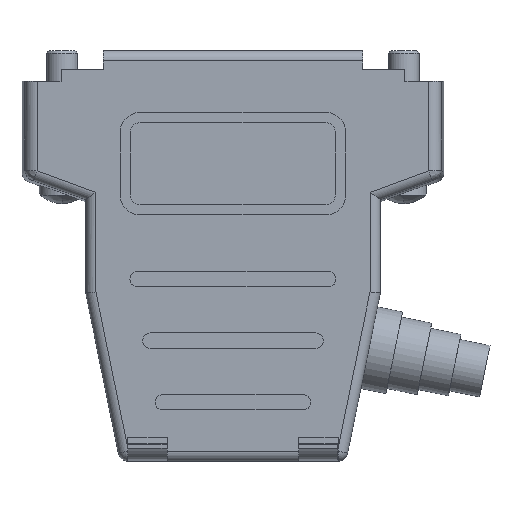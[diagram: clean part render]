
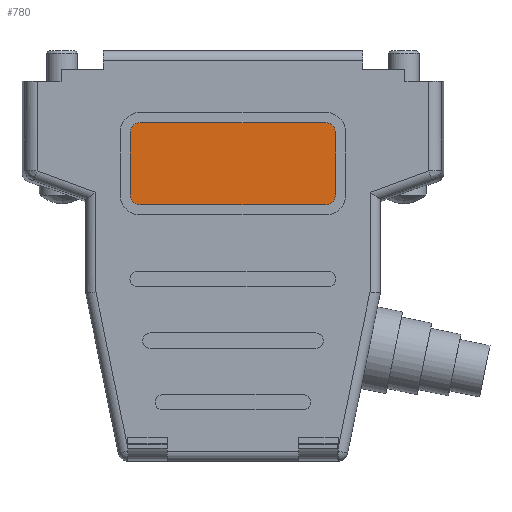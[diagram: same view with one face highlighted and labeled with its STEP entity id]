
A CAD part, front view. The second image highlights one B-rep face of the part: STEP entity #780.
In plain terms, the highlighted planar face has unit normal (0, -1, 0).
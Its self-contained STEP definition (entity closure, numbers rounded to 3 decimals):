
#127 = CARTESIAN_POINT ( 'NONE',  ( -10., 0.2, -8. ) ) ;
#780 = ADVANCED_FACE ( 'NONE', ( #22871 ), #2185, .T. ) ;
#1230 = DIRECTION ( 'NONE',  ( 0., -1., 0. ) ) ;
#1475 = DIRECTION ( 'NONE',  ( 0., -1., 0. ) ) ;
#1526 = EDGE_LOOP ( 'NONE', ( #12963, #8924, #6278, #21289, #8706, #16196, #6326, #21092 ) ) ;
#2185 = PLANE ( 'NONE',  #9454 ) ;
#2358 = DIRECTION ( 'NONE',  ( 0., 0., -1. ) ) ;
#2913 = EDGE_CURVE ( 'NONE', #15342, #3624, #19704, .T. ) ;
#3373 = CARTESIAN_POINT ( 'NONE',  ( 9., 0.2, -7. ) ) ;
#3624 = VERTEX_POINT ( 'NONE', #11540 ) ;
#3640 = CARTESIAN_POINT ( 'NONE',  ( -9., 0.2, -14. ) ) ;
#3714 = CIRCLE ( 'NONE', #19443, 1. ) ;
#4469 = LINE ( 'NONE', #13877, #30426 ) ;
#5141 = CARTESIAN_POINT ( 'NONE',  ( -9., 0.2, -15. ) ) ;
#5838 = LINE ( 'NONE', #3373, #20862 ) ;
#6278 = ORIENTED_EDGE ( 'NONE', *, *, #2913, .T. ) ;
#6326 = ORIENTED_EDGE ( 'NONE', *, *, #16478, .T. ) ;
#7129 = CARTESIAN_POINT ( 'NONE',  ( 9., 0.2, -8. ) ) ;
#7140 = AXIS2_PLACEMENT_3D ( 'NONE', #24449, #12752, #24595 ) ;
#7716 = DIRECTION ( 'NONE',  ( 0., 0., -1. ) ) ;
#8706 = ORIENTED_EDGE ( 'NONE', *, *, #30193, .T. ) ;
#8785 = CIRCLE ( 'NONE', #29968, 1. ) ;
#8924 = ORIENTED_EDGE ( 'NONE', *, *, #17663, .T. ) ;
#9454 = AXIS2_PLACEMENT_3D ( 'NONE', #7129, #21005, #15937 ) ;
#9856 = DIRECTION ( 'NONE',  ( -1., 0., 0. ) ) ;
#10083 = CARTESIAN_POINT ( 'NONE',  ( 10., 0.2, -8. ) ) ;
#10371 = VERTEX_POINT ( 'NONE', #10083 ) ;
#11540 = CARTESIAN_POINT ( 'NONE',  ( -10., 0.2, -8. ) ) ;
#11854 = EDGE_CURVE ( 'NONE', #27553, #10371, #13018, .T. ) ;
#12752 = DIRECTION ( 'NONE',  ( 0., -1., 0. ) ) ;
#12852 = CARTESIAN_POINT ( 'NONE',  ( 10., 0.2, -14. ) ) ;
#12963 = ORIENTED_EDGE ( 'NONE', *, *, #23110, .T. ) ;
#13018 = LINE ( 'NONE', #13886, #28766 ) ;
#13877 = CARTESIAN_POINT ( 'NONE',  ( -9., 0.2, -15. ) ) ;
#13886 = CARTESIAN_POINT ( 'NONE',  ( 10., 0.2, -14. ) ) ;
#14094 = DIRECTION ( 'NONE',  ( 0., -1., 0. ) ) ;
#15342 = VERTEX_POINT ( 'NONE', #21698 ) ;
#15749 = DIRECTION ( 'NONE',  ( 1., 0., 0. ) ) ;
#15937 = DIRECTION ( 'NONE',  ( 0., 0., -1. ) ) ;
#16196 = ORIENTED_EDGE ( 'NONE', *, *, #29440, .T. ) ;
#16478 = EDGE_CURVE ( 'NONE', #25786, #27553, #3714, .T. ) ;
#17663 = EDGE_CURVE ( 'NONE', #17678, #15342, #5838, .T. ) ;
#17678 = VERTEX_POINT ( 'NONE', #26487 ) ;
#17954 = DIRECTION ( 'NONE',  ( 0., 0., 1. ) ) ;
#18453 = CIRCLE ( 'NONE', #7140, 1. ) ;
#18845 = EDGE_CURVE ( 'NONE', #3624, #28627, #25894, .T. ) ;
#19443 = AXIS2_PLACEMENT_3D ( 'NONE', #28845, #1230, #7716 ) ;
#19704 = CIRCLE ( 'NONE', #29566, 1. ) ;
#20862 = VECTOR ( 'NONE', #9856, 1000. ) ;
#21005 = DIRECTION ( 'NONE',  ( 0., -1., 0. ) ) ;
#21092 = ORIENTED_EDGE ( 'NONE', *, *, #11854, .T. ) ;
#21289 = ORIENTED_EDGE ( 'NONE', *, *, #18845, .T. ) ;
#21496 = CARTESIAN_POINT ( 'NONE',  ( -10., 0.2, -14. ) ) ;
#21698 = CARTESIAN_POINT ( 'NONE',  ( -9., 0.2, -7. ) ) ;
#22455 = DIRECTION ( 'NONE',  ( 0., 0., -1. ) ) ;
#22871 = FACE_OUTER_BOUND ( 'NONE', #1526, .T. ) ;
#23110 = EDGE_CURVE ( 'NONE', #10371, #17678, #18453, .T. ) ;
#23373 = VECTOR ( 'NONE', #23427, 1000. ) ;
#23427 = DIRECTION ( 'NONE',  ( 0., 0., -1. ) ) ;
#23478 = CARTESIAN_POINT ( 'NONE',  ( -9., 0.2, -8. ) ) ;
#24016 = CARTESIAN_POINT ( 'NONE',  ( 9., 0.2, -15. ) ) ;
#24449 = CARTESIAN_POINT ( 'NONE',  ( 9., 0.2, -8. ) ) ;
#24595 = DIRECTION ( 'NONE',  ( 0., 0., -1. ) ) ;
#25786 = VERTEX_POINT ( 'NONE', #24016 ) ;
#25894 = LINE ( 'NONE', #127, #23373 ) ;
#26487 = CARTESIAN_POINT ( 'NONE',  ( 9., 0.2, -7. ) ) ;
#27553 = VERTEX_POINT ( 'NONE', #12852 ) ;
#28615 = VERTEX_POINT ( 'NONE', #5141 ) ;
#28627 = VERTEX_POINT ( 'NONE', #21496 ) ;
#28766 = VECTOR ( 'NONE', #17954, 1000. ) ;
#28845 = CARTESIAN_POINT ( 'NONE',  ( 9., 0.2, -14. ) ) ;
#29440 = EDGE_CURVE ( 'NONE', #28615, #25786, #4469, .T. ) ;
#29566 = AXIS2_PLACEMENT_3D ( 'NONE', #23478, #14094, #2358 ) ;
#29968 = AXIS2_PLACEMENT_3D ( 'NONE', #3640, #1475, #22455 ) ;
#30193 = EDGE_CURVE ( 'NONE', #28627, #28615, #8785, .T. ) ;
#30426 = VECTOR ( 'NONE', #15749, 1000. ) ;
